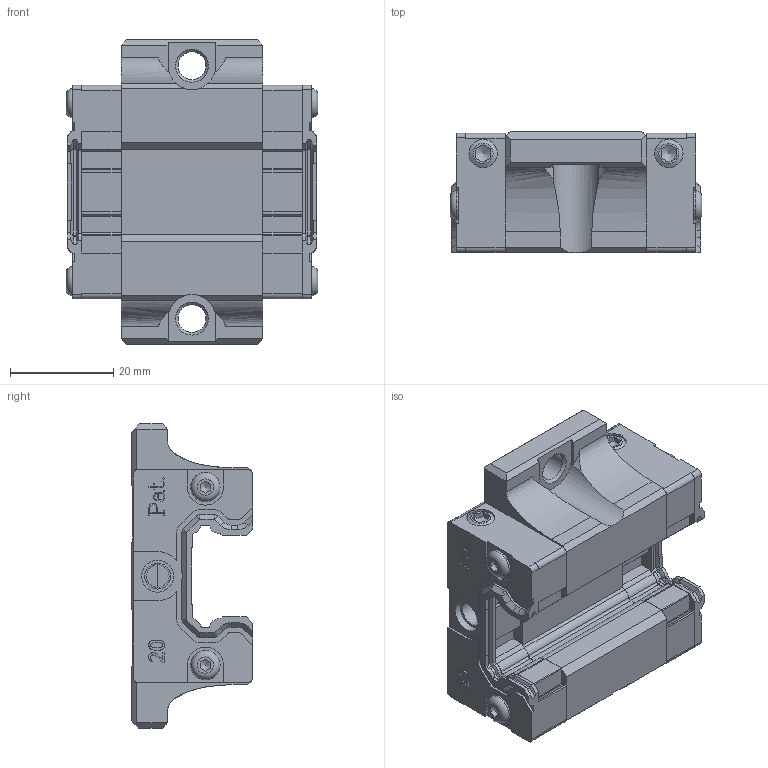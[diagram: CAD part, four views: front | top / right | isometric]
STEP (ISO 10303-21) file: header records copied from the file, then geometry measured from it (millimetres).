
FILE_DESCRIPTION(/* description */ (''),/* implementation_level */ '2;1');
FILE_NAME(/* name */ 'LGB_S20FSSS_Shrinkwrap.ipt.stp',/* time_stamp */ '2018-11-09T10:34:36+01:00',/* author */ ('nesvadba'),/* organization */ ('TraceParts S.A.'),/* preprocessor_version */ 'ST-DEVELOPER v16.1',/* originating_system */ 'Autodesk Inventor 2016',/* authorisation */ '');
FILE_SCHEMA (('AUTOMOTIVE_DESIGN { 1 0 10303 214 3 1 1 }'));
Length unit declared in the file: millimetre
Products named in the file (1): lgb_c_s_20_f_s_1_ss_l_00160_n_z1_-_1_-_0_-_20_0n00_02
Bounding box: 48.8 x 23.5 x 58.95 mm (x, y, z)
Volume: 3367.4 mm3; surface area: 15627 mm2
Topology: 12 solids, 13 shells, 1240 faces, 3223 edges, 2059 vertices
Faces by surface type: plane 832, cylinder 280, cone 88, bspline 32, torus 8
Full cylindrical faces by diameter (mm): 1.5 x4, 2 x2, 3 x12, 3.2 x8, 3.9 x4, 4.4 x2, 5 x2, 5.3 x4, 5.4 x2, 5.5 x4, 5.7 x4, 6 x6, 6.2 x2
Entity records: 39757 total; most frequent: CARTESIAN_POINT 8689, ORIENTED_EDGE 6204, DIRECTION 5988, EDGE_CURVE 3102, LINE 2302, VECTOR 2302, VERTEX_POINT 2024, AXIS2_PLACEMENT_3D 1843
